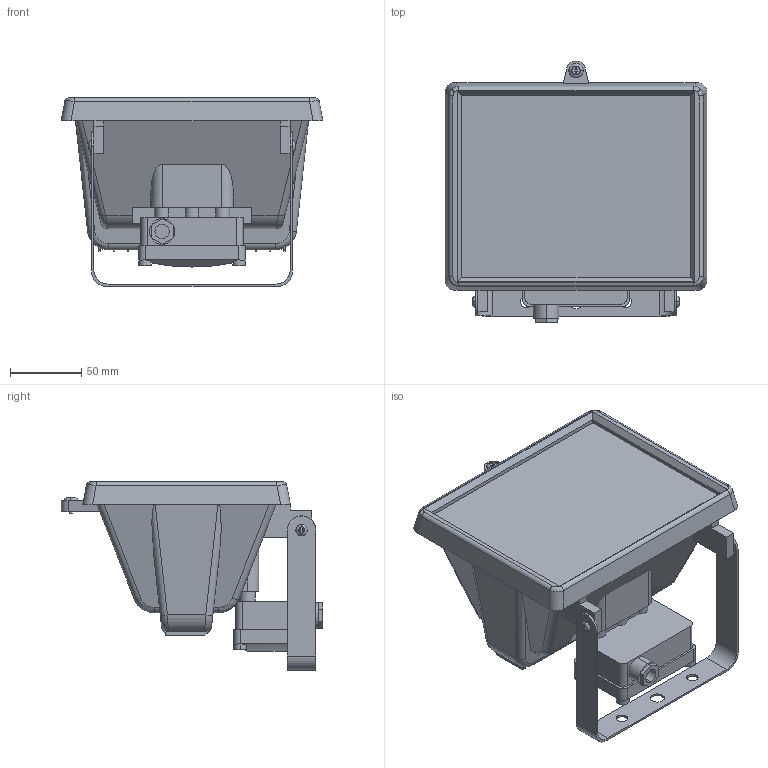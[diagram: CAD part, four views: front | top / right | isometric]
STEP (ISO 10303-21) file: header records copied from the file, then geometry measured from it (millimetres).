
FILE_DESCRIPTION (( 'STEP AP214' ), '1' );
FILE_NAME ('LPI01-1-0500-K02 Ïðîæåêòîð ÈÎ500 ãàëîãåííûé ÷åðíûé IP54 ÈÝÊ.STEP', '2017-10-13T08:21:02', ( '' ), ( '' ), 'SwSTEP 2.0', 'SolidWorks 2014', '' );
FILE_SCHEMA (( 'AUTOMOTIVE_DESIGN' ));
Length unit declared in the file: millimetre
Products named in the file (1): LPI01-1-0500-K02 Ïðîæåêòîð ÈÎ500 ãàëîãåííûé  ÷åðíûé IP54  ÈÝÊ
Bounding box: 184 x 183.67 x 132.5 mm (x, y, z)
Volume: 994621.4 mm3; surface area: 195084.1 mm2
Topology: 2 solids, 2 shells, 437 faces, 1173 edges, 752 vertices
Faces by surface type: plane 314, cylinder 94, bspline 23, torus 6
Entity records: 14276 total; most frequent: CARTESIAN_POINT 3632, ORIENTED_EDGE 2338, DIRECTION 2053, EDGE_CURVE 1169, LINE 803, VECTOR 803, VERTEX_POINT 752, AXIS2_PLACEMENT_3D 625
